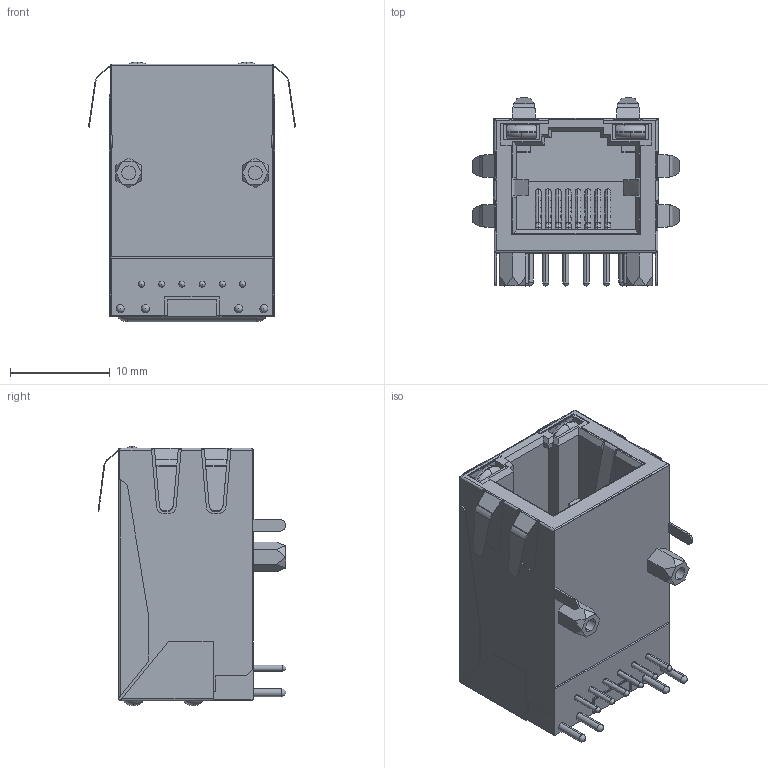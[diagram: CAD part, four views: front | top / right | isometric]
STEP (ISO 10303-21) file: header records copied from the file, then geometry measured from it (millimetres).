
FILE_DESCRIPTION (( 'STEP AP214' ), '1' );
FILE_NAME ('User Library-08B0-1X1T-36-F.STEP', '2015-05-01T21:24:57', ( 'Windows User' ), ( '' ), 'SwSTEP 2.0', 'SolidWorks 2015', '' );
FILE_SCHEMA (( 'AUTOMOTIVE_DESIGN' ));
Length unit declared in the file: millimetre
Products named in the file (1): User Library-08B0-1X1T-36-F
Bounding box: 20.79 x 18.86 x 26.07 mm (x, y, z)
Volume: 4650.1 mm3; surface area: 2947.6 mm2
Topology: 3 solids, 3 shells, 505 faces, 1368 edges, 876 vertices
Faces by surface type: plane 306, cylinder 117, bspline 56, torus 14, sphere 12
Entity records: 21786 total; most frequent: CARTESIAN_POINT 4324, ORIENTED_EDGE 2672, DIRECTION 2306, EDGE_CURVE 1336, VECTOR 942, LINE 942, VERTEX_POINT 856, AXIS2_PLACEMENT_3D 682
